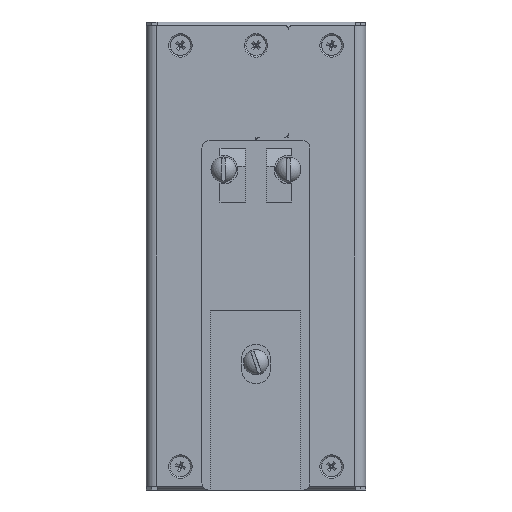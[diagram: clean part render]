
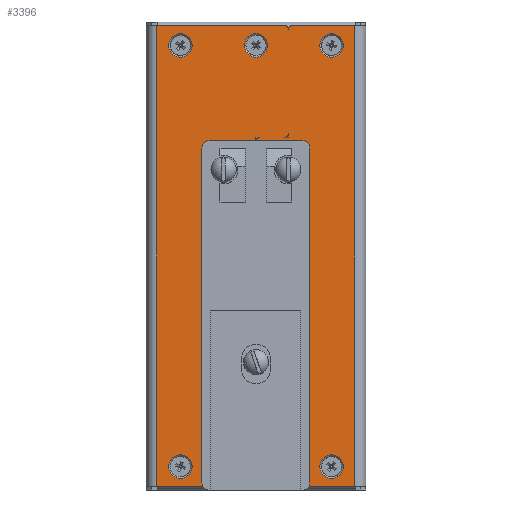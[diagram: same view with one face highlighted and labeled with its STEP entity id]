
A CAD part, front view. The second image highlights one B-rep face of the part: STEP entity #3396.
In plain terms, the highlighted face is planar.
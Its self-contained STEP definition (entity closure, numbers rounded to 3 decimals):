
#3396=ADVANCED_FACE('',(#20362,#20364,#20366,#20368,#20370,#20372,#20374),#20376,
.F.);
#20362=FACE_BOUND('',#20363,.T.);
#20363=EDGE_LOOP('',(#33134,#33135,#33136,#33137,#33138,#33139,#33140,#33141,#33142,
#33143,#33144,#33145,#33146,#33147,#33148,#33149,#33150,#33151,#33152));
#20364=FACE_BOUND('',#20365,.T.);
#20365=EDGE_LOOP('',(#33153));
#20366=FACE_BOUND('',#20367,.T.);
#20367=EDGE_LOOP('',(#33154));
#20368=FACE_BOUND('',#20369,.T.);
#20369=EDGE_LOOP('',(#33155));
#20370=FACE_BOUND('',#20371,.T.);
#20371=EDGE_LOOP('',(#33156));
#20372=FACE_BOUND('',#20373,.T.);
#20373=EDGE_LOOP('',(#33157));
#20374=FACE_BOUND('',#20375,.T.);
#20375=EDGE_LOOP('',(#33158,#33159,#33160));
#20376=PLANE('',#20377);
#20377=AXIS2_PLACEMENT_3D('',#20378,#20379,#20380);
#20378=CARTESIAN_POINT('',(0.,20.,0.));
#20379=DIRECTION('',(0.,0.,1.));
#20380=DIRECTION('',(1.,0.,0.));
#33134=ORIENTED_EDGE('',*,*,#40484,.F.);
#33135=ORIENTED_EDGE('',*,*,#40485,.F.);
#33136=ORIENTED_EDGE('',*,*,#40486,.F.);
#33137=ORIENTED_EDGE('',*,*,#40284,.T.);
#33138=ORIENTED_EDGE('',*,*,#40487,.F.);
#33139=ORIENTED_EDGE('',*,*,#40488,.F.);
#33140=ORIENTED_EDGE('',*,*,#40489,.F.);
#33141=ORIENTED_EDGE('',*,*,#40490,.F.);
#33142=ORIENTED_EDGE('',*,*,#39742,.T.);
#33143=ORIENTED_EDGE('',*,*,#40491,.F.);
#33144=ORIENTED_EDGE('',*,*,#40492,.F.);
#33145=ORIENTED_EDGE('',*,*,#40493,.F.);
#33146=ORIENTED_EDGE('',*,*,#40494,.F.);
#33147=ORIENTED_EDGE('',*,*,#40495,.F.);
#33148=ORIENTED_EDGE('',*,*,#40496,.T.);
#33149=ORIENTED_EDGE('',*,*,#40497,.T.);
#33150=ORIENTED_EDGE('',*,*,#40498,.F.);
#33151=ORIENTED_EDGE('',*,*,#40499,.F.);
#33152=ORIENTED_EDGE('',*,*,#40500,.F.);
#33153=ORIENTED_EDGE('',*,*,#40501,.T.);
#33154=ORIENTED_EDGE('',*,*,#40502,.T.);
#33155=ORIENTED_EDGE('',*,*,#40503,.T.);
#33156=ORIENTED_EDGE('',*,*,#40504,.T.);
#33157=ORIENTED_EDGE('',*,*,#40505,.T.);
#33158=ORIENTED_EDGE('',*,*,#40506,.T.);
#33159=ORIENTED_EDGE('',*,*,#40507,.T.);
#33160=ORIENTED_EDGE('',*,*,#40508,.F.);
#39742=EDGE_CURVE('',#44468,#44466,#44469,.T.);
#40284=EDGE_CURVE('',#45478,#45476,#45479,.T.);
#40484=EDGE_CURVE('',#45828,#45829,#45830,.F.);
#40485=EDGE_CURVE('',#45831,#45828,#45832,.F.);
#40486=EDGE_CURVE('',#45478,#45831,#45833,.T.);
#40487=EDGE_CURVE('',#45834,#45476,#45835,.T.);
#40488=EDGE_CURVE('',#45836,#45834,#45837,.F.);
#40489=EDGE_CURVE('',#45838,#45836,#45839,.F.);
#40490=EDGE_CURVE('',#44468,#45838,#45840,.T.);
#40491=EDGE_CURVE('',#45841,#44466,#45842,.T.);
#40492=EDGE_CURVE('',#45843,#45841,#45844,.F.);
#40493=EDGE_CURVE('',#45845,#45843,#45846,.F.);
#40494=EDGE_CURVE('',#45847,#45845,#45848,.F.);
#40495=EDGE_CURVE('',#45849,#45847,#45850,.F.);
#40496=EDGE_CURVE('',#45849,#45851,#45852,.T.);
#40497=EDGE_CURVE('',#45851,#45853,#45854,.T.);
#40498=EDGE_CURVE('',#45849,#45853,#45855,.F.);
#40499=EDGE_CURVE('',#45856,#45849,#45857,.F.);
#40500=EDGE_CURVE('',#45829,#45856,#45858,.F.);
#40501=EDGE_CURVE('',#45859,#45859,#45860,.F.);
#40502=EDGE_CURVE('',#45861,#45861,#45862,.F.);
#40503=EDGE_CURVE('',#45863,#45863,#45864,.F.);
#40504=EDGE_CURVE('',#45865,#45865,#45866,.F.);
#40505=EDGE_CURVE('',#45867,#45867,#45868,.F.);
#40506=EDGE_CURVE('',#45869,#45870,#45871,.T.);
#40507=EDGE_CURVE('',#45870,#45872,#45873,.T.);
#40508=EDGE_CURVE('',#45869,#45872,#45874,.F.);
#44466=VERTEX_POINT('',#53366);
#44468=VERTEX_POINT('',#53371);
#44469=LINE('',#53372,#53373);
#45476=VERTEX_POINT('',#55838);
#45478=VERTEX_POINT('',#55843);
#45479=LINE('',#55844,#55845);
#45828=VERTEX_POINT('',#56627);
#45829=VERTEX_POINT('',#56628);
#45830=LINE('',#56629,#56630);
#45831=VERTEX_POINT('',#56632);
#45832=CIRCLE('',#56633,2.);
#45833=LINE('',#56637,#56638);
#45834=VERTEX_POINT('',#56640);
#45835=LINE('',#56641,#56642);
#45836=VERTEX_POINT('',#56644);
#45837=CIRCLE('',#56645,1.);
#45838=VERTEX_POINT('',#56649);
#45839=CIRCLE('',#56650,1.);
#45840=LINE('',#56654,#56655);
#45841=VERTEX_POINT('',#56657);
#45842=LINE('',#56658,#56659);
#45843=VERTEX_POINT('',#56661);
#45844=CIRCLE('',#56662,2.);
#45845=VERTEX_POINT('',#56666);
#45846=LINE('',#56667,#56668);
#45847=VERTEX_POINT('',#56670);
#45848=CIRCLE('',#56671,2.);
#45849=VERTEX_POINT('',#56675);
#45850=LINE('',#56676,#56677);
#45851=VERTEX_POINT('',#56679);
#45852=LINE('',#56680,#56681);
#45853=VERTEX_POINT('',#56683);
#45854=LINE('',#56684,#56685);
#45855=CIRCLE('',#56687,1.);
#45856=VERTEX_POINT('',#56691);
#45857=LINE('',#56692,#56693);
#45858=CIRCLE('',#56695,2.);
#45859=VERTEX_POINT('',#56699);
#45860=CIRCLE('',#56700,3.25);
#45861=VERTEX_POINT('',#56704);
#45862=CIRCLE('',#56705,3.25);
#45863=VERTEX_POINT('',#56709);
#45864=CIRCLE('',#56710,3.25);
#45865=VERTEX_POINT('',#56714);
#45866=CIRCLE('',#56715,3.25);
#45867=VERTEX_POINT('',#56719);
#45868=CIRCLE('',#56720,3.25);
#45869=VERTEX_POINT('',#56724);
#45870=VERTEX_POINT('',#56725);
#45871=LINE('',#56726,#56727);
#45872=VERTEX_POINT('',#56729);
#45873=LINE('',#56730,#56731);
#45874=CIRCLE('',#56733,1.);
#53366=CARTESIAN_POINT('',(0.,0.,0.));
#53371=CARTESIAN_POINT('',(128.,0.,0.));
#53372=CARTESIAN_POINT('',(128.,0.,0.));
#53373=VECTOR('',#53374,1.);
#53374=DIRECTION('',(-1.,0.,0.));
#55838=CARTESIAN_POINT('',(128.,55.,0.));
#55843=CARTESIAN_POINT('',(0.,55.,0.));
#55844=CARTESIAN_POINT('',(0.,55.,0.));
#55845=VECTOR('',#55846,1.);
#55846=DIRECTION('',(1.,0.,0.));
#56627=CARTESIAN_POINT('',(1.,42.5,0.));
#56628=CARTESIAN_POINT('',(94.,42.5,0.));
#56629=CARTESIAN_POINT('',(94.,42.5,0.));
#56630=VECTOR('',#56631,1.);
#56631=DIRECTION('',(-1.,0.,0.));
#56632=CARTESIAN_POINT('',(0.,42.232,0.));
#56633=AXIS2_PLACEMENT_3D('',#56634,#56635,#56636);
#56634=CARTESIAN_POINT('',(1.,40.5,0.));
#56635=DIRECTION('',(0.,-0.,1.));
#56636=DIRECTION('',(0.,1.,0.));
#56637=CARTESIAN_POINT('',(0.,55.,0.));
#56638=VECTOR('',#56639,1.);
#56639=DIRECTION('',(0.,-1.,0.));
#56640=CARTESIAN_POINT('',(128.,37.5,0.));
#56641=CARTESIAN_POINT('',(128.,37.5,0.));
#56642=VECTOR('',#56643,1.);
#56643=DIRECTION('',(0.,1.,0.));
#56644=CARTESIAN_POINT('',(127.,36.5,0.));
#56645=AXIS2_PLACEMENT_3D('',#56646,#56647,#56648);
#56646=CARTESIAN_POINT('',(127.,37.5,0.));
#56647=DIRECTION('',(0.,0.,-1.));
#56648=DIRECTION('',(1.,0.,0.));
#56649=CARTESIAN_POINT('',(128.,35.5,0.));
#56650=AXIS2_PLACEMENT_3D('',#56651,#56652,#56653);
#56651=CARTESIAN_POINT('',(127.,35.5,0.));
#56652=DIRECTION('',(0.,0.,-1.));
#56653=DIRECTION('',(0.,1.,0.));
#56654=CARTESIAN_POINT('',(128.,0.,0.));
#56655=VECTOR('',#56656,1.);
#56656=DIRECTION('',(0.,1.,0.));
#56657=CARTESIAN_POINT('',(0.,12.768,0.));
#56658=CARTESIAN_POINT('',(0.,12.768,0.));
#56659=VECTOR('',#56660,1.);
#56660=DIRECTION('',(0.,-1.,0.));
#56661=CARTESIAN_POINT('',(1.,12.5,0.));
#56662=AXIS2_PLACEMENT_3D('',#56663,#56664,#56665);
#56663=CARTESIAN_POINT('',(1.,14.5,0.));
#56664=DIRECTION('',(-0.,0.,1.));
#56665=DIRECTION('',(-0.5,-0.866,0.));
#56666=CARTESIAN_POINT('',(94.,12.5,0.));
#56667=CARTESIAN_POINT('',(1.,12.5,0.));
#56668=VECTOR('',#56669,1.);
#56669=DIRECTION('',(1.,0.,0.));
#56670=CARTESIAN_POINT('',(96.,14.5,0.));
#56671=AXIS2_PLACEMENT_3D('',#56672,#56673,#56674);
#56672=CARTESIAN_POINT('',(94.,14.5,0.));
#56673=DIRECTION('',(-0.,0.,1.));
#56674=DIRECTION('',(0.,-1.,0.));
#56675=CARTESIAN_POINT('',(96.,27.5,0.));
#56676=CARTESIAN_POINT('',(96.,14.5,0.));
#56677=VECTOR('',#56678,1.);
#56678=DIRECTION('',(0.,1.,0.));
#56679=CARTESIAN_POINT('',(97.,27.5,0.));
#56680=CARTESIAN_POINT('',(96.,27.5,0.));
#56681=VECTOR('',#56682,1.);
#56682=DIRECTION('',(1.,0.,0.));
#56683=CARTESIAN_POINT('',(97.,28.5,0.));
#56684=CARTESIAN_POINT('',(97.,27.5,0.));
#56685=VECTOR('',#56686,1.);
#56686=DIRECTION('',(0.,1.,0.));
#56687=AXIS2_PLACEMENT_3D('',#56688,#56689,#56690);
#56688=CARTESIAN_POINT('',(96.,28.5,0.));
#56689=DIRECTION('',(0.,0.,-1.));
#56690=DIRECTION('',(1.,0.,0.));
#56691=CARTESIAN_POINT('',(96.,40.5,0.));
#56692=CARTESIAN_POINT('',(96.,27.5,0.));
#56693=VECTOR('',#56694,1.);
#56694=DIRECTION('',(0.,1.,0.));
#56695=AXIS2_PLACEMENT_3D('',#56696,#56697,#56698);
#56696=CARTESIAN_POINT('',(94.,40.5,0.));
#56697=DIRECTION('',(0.,-0.,1.));
#56698=DIRECTION('',(1.,0.,0.));
#56699=CARTESIAN_POINT('',(2.25,6.5,0.));
#56700=AXIS2_PLACEMENT_3D('',#56701,#56702,#56703);
#56701=CARTESIAN_POINT('',(5.5,6.5,0.));
#56702=DIRECTION('',(-0.,-0.,-1.));
#56703=DIRECTION('',(-1.,0.,0.));
#56704=CARTESIAN_POINT('',(119.25,27.5,0.));
#56705=AXIS2_PLACEMENT_3D('',#56706,#56707,#56708);
#56706=CARTESIAN_POINT('',(122.5,27.5,0.));
#56707=DIRECTION('',(-0.,-0.,-1.));
#56708=DIRECTION('',(-1.,0.,0.));
#56709=CARTESIAN_POINT('',(119.25,6.5,0.));
#56710=AXIS2_PLACEMENT_3D('',#56711,#56712,#56713);
#56711=CARTESIAN_POINT('',(122.5,6.5,0.));
#56712=DIRECTION('',(-0.,-0.,-1.));
#56713=DIRECTION('',(-1.,0.,0.));
#56714=CARTESIAN_POINT('',(119.25,48.5,0.));
#56715=AXIS2_PLACEMENT_3D('',#56716,#56717,#56718);
#56716=CARTESIAN_POINT('',(122.5,48.5,0.));
#56717=DIRECTION('',(-0.,-0.,-1.));
#56718=DIRECTION('',(-1.,0.,0.));
#56719=CARTESIAN_POINT('',(2.25,48.5,0.));
#56720=AXIS2_PLACEMENT_3D('',#56721,#56722,#56723);
#56721=CARTESIAN_POINT('',(5.5,48.5,0.));
#56722=DIRECTION('',(-0.,-0.,-1.));
#56723=DIRECTION('',(-1.,0.,0.));
#56724=CARTESIAN_POINT('',(98.,36.5,0.));
#56725=CARTESIAN_POINT('',(97.,36.5,0.));
#56726=CARTESIAN_POINT('',(98.,36.5,0.));
#56727=VECTOR('',#56728,1.);
#56728=DIRECTION('',(-1.,0.,0.));
#56729=CARTESIAN_POINT('',(97.,35.5,0.));
#56730=CARTESIAN_POINT('',(97.,36.5,0.));
#56731=VECTOR('',#56732,1.);
#56732=DIRECTION('',(0.,-1.,0.));
#56733=AXIS2_PLACEMENT_3D('',#56734,#56735,#56736);
#56734=CARTESIAN_POINT('',(98.,35.5,0.));
#56735=DIRECTION('',(0.,0.,-1.));
#56736=DIRECTION('',(-1.,0.,0.));
